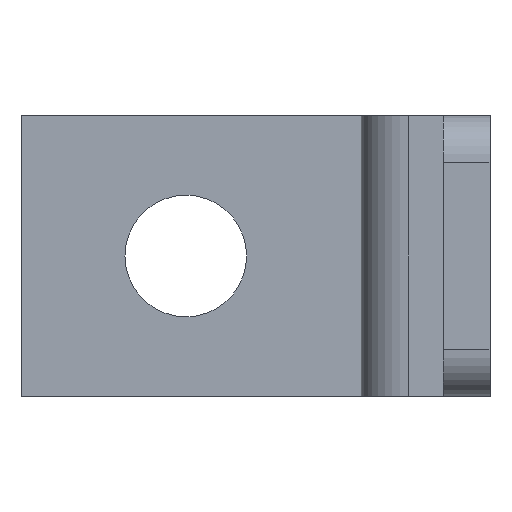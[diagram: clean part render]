
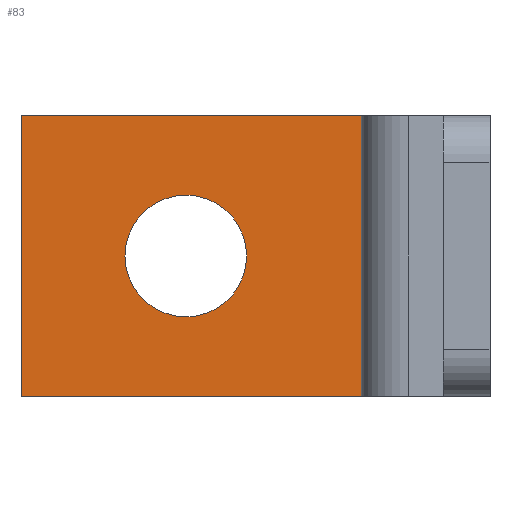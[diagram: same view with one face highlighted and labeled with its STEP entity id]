
A CAD part, left-side view. The second image highlights one B-rep face of the part: STEP entity #83.
In plain terms, the highlighted planar face has unit normal (-1, 0, 0).
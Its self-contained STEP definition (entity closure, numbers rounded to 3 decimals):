
#20 = DIRECTION ( 'NONE',  ( 0., -1., 0. ) ) ;
#26 = VERTEX_POINT ( 'NONE', #345 ) ;
#35 = ORIENTED_EDGE ( 'NONE', *, *, #567, .T. ) ;
#37 = VERTEX_POINT ( 'NONE', #454 ) ;
#39 = DIRECTION ( 'NONE',  ( 1., 0., 0. ) ) ;
#50 = VECTOR ( 'NONE', #220, 1000. ) ;
#52 = VERTEX_POINT ( 'NONE', #174 ) ;
#62 = DIRECTION ( 'NONE',  ( 0., 0., -1. ) ) ;
#76 = CARTESIAN_POINT ( 'NONE',  ( -2., -7.5, 6. ) ) ;
#83 = ADVANCED_FACE ( 'NONE', ( #204, #626 ), #663, .F. ) ;
#100 = LINE ( 'NONE', #76, #234 ) ;
#105 = VECTOR ( 'NONE', #20, 1000. ) ;
#107 = AXIS2_PLACEMENT_3D ( 'NONE', #215, #606, #285 ) ;
#131 = EDGE_CURVE ( 'NONE', #491, #26, #328, .T. ) ;
#133 = ORIENTED_EDGE ( 'NONE', *, *, #226, .F. ) ;
#148 = CARTESIAN_POINT ( 'NONE',  ( -2., 7., 6. ) ) ;
#150 = CARTESIAN_POINT ( 'NONE',  ( -2., 7., -6. ) ) ;
#159 = DIRECTION ( 'NONE',  ( -1., 0., 0. ) ) ;
#171 = AXIS2_PLACEMENT_3D ( 'NONE', #490, #159, #543 ) ;
#174 = CARTESIAN_POINT ( 'NONE',  ( -2., -2.6, 0. ) ) ;
#189 = ORIENTED_EDGE ( 'NONE', *, *, #546, .F. ) ;
#192 = AXIS2_PLACEMENT_3D ( 'NONE', #353, #39, #319 ) ;
#204 = FACE_BOUND ( 'NONE', #229, .T. ) ;
#206 = CARTESIAN_POINT ( 'NONE',  ( -2., 7., 6. ) ) ;
#215 = CARTESIAN_POINT ( 'NONE',  ( -2., 0., 0. ) ) ;
#220 = DIRECTION ( 'NONE',  ( 0., -1., 0. ) ) ;
#226 = EDGE_CURVE ( 'NONE', #572, #37, #574, .T. ) ;
#228 = EDGE_CURVE ( 'NONE', #52, #667, #597, .T. ) ;
#229 = EDGE_LOOP ( 'NONE', ( #547, #189 ) ) ;
#234 = VECTOR ( 'NONE', #608, 1000. ) ;
#285 = DIRECTION ( 'NONE',  ( 0., -1., 0. ) ) ;
#300 = CIRCLE ( 'NONE', #171, 2.6 ) ;
#310 = CARTESIAN_POINT ( 'NONE',  ( -2., 2.6, 0. ) ) ;
#319 = DIRECTION ( 'NONE',  ( 0., 1., 0. ) ) ;
#328 = LINE ( 'NONE', #444, #50 ) ;
#345 = CARTESIAN_POINT ( 'NONE',  ( -2., -7.5, -6. ) ) ;
#351 = EDGE_CURVE ( 'NONE', #37, #26, #100, .T. ) ;
#353 = CARTESIAN_POINT ( 'NONE',  ( -2., 7., 6. ) ) ;
#411 = ORIENTED_EDGE ( 'NONE', *, *, #351, .F. ) ;
#430 = EDGE_LOOP ( 'NONE', ( #522, #411, #133, #35 ) ) ;
#444 = CARTESIAN_POINT ( 'NONE',  ( -2., 7., -6. ) ) ;
#454 = CARTESIAN_POINT ( 'NONE',  ( -2., -7.5, 6. ) ) ;
#490 = CARTESIAN_POINT ( 'NONE',  ( -2., 0., 0. ) ) ;
#491 = VERTEX_POINT ( 'NONE', #150 ) ;
#522 = ORIENTED_EDGE ( 'NONE', *, *, #131, .T. ) ;
#543 = DIRECTION ( 'NONE',  ( 0., -1., 0. ) ) ;
#546 = EDGE_CURVE ( 'NONE', #667, #52, #300, .T. ) ;
#547 = ORIENTED_EDGE ( 'NONE', *, *, #228, .F. ) ;
#567 = EDGE_CURVE ( 'NONE', #572, #491, #618, .T. ) ;
#572 = VERTEX_POINT ( 'NONE', #206 ) ;
#573 = VECTOR ( 'NONE', #62, 1000. ) ;
#574 = LINE ( 'NONE', #645, #105 ) ;
#597 = CIRCLE ( 'NONE', #107, 2.6 ) ;
#606 = DIRECTION ( 'NONE',  ( -1., 0., 0. ) ) ;
#608 = DIRECTION ( 'NONE',  ( 0., 0., -1. ) ) ;
#618 = LINE ( 'NONE', #148, #573 ) ;
#626 = FACE_OUTER_BOUND ( 'NONE', #430, .T. ) ;
#645 = CARTESIAN_POINT ( 'NONE',  ( -2., 7., 6. ) ) ;
#663 = PLANE ( 'NONE',  #192 ) ;
#667 = VERTEX_POINT ( 'NONE', #310 ) ;
